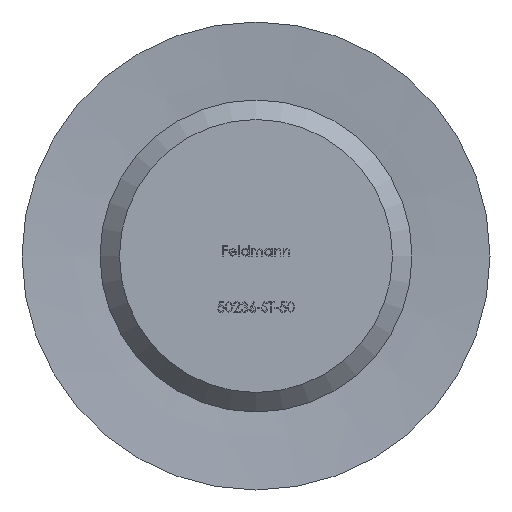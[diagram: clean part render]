
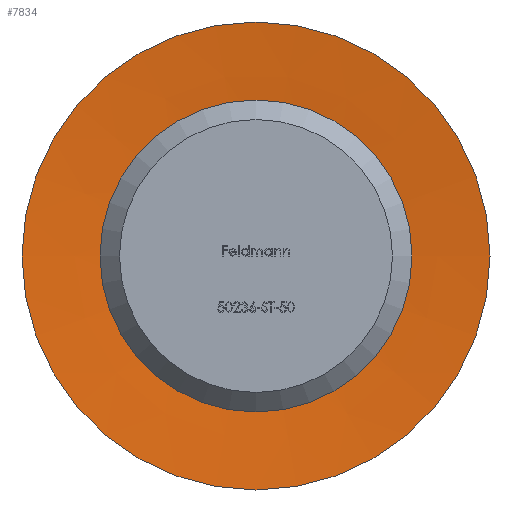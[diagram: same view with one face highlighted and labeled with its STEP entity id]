
A CAD part, front view. The second image highlights one B-rep face of the part: STEP entity #7834.
In plain terms, the highlighted conical face has half-angle 85 degrees and reference radius 3.32 mm.
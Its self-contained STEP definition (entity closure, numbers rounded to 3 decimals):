
#2 = CARTESIAN_POINT ( 'NONE',  ( 0., 0., 0. ) ) ;
#1004 = VERTEX_POINT ( 'NONE', #12616 ) ;
#1362 = ORIENTED_EDGE ( 'NONE', *, *, #4210, .T. ) ;
#1853 = AXIS2_PLACEMENT_3D ( 'NONE', #9687, #12072, #14301 ) ;
#3174 = CONICAL_SURFACE ( 'NONE', #7251, 3.32, 1.484 ) ;
#3411 = CARTESIAN_POINT ( 'NONE',  ( 3.32, 0.234, 0. ) ) ;
#4210 = EDGE_CURVE ( 'NONE', #1004, #1004, #9228, .T. ) ;
#4345 = DIRECTION ( 'NONE',  ( 0., -1., 0. ) ) ;
#4985 = FACE_BOUND ( 'NONE', #13896, .T. ) ;
#5376 = CARTESIAN_POINT ( 'NONE',  ( 0., 0.234, 0. ) ) ;
#5488 = DIRECTION ( 'NONE',  ( 0., -1., 0. ) ) ;
#5816 = EDGE_CURVE ( 'NONE', #10734, #10734, #13467, .T. ) ;
#7251 = AXIS2_PLACEMENT_3D ( 'NONE', #5376, #4345, #11192 ) ;
#7679 = ORIENTED_EDGE ( 'NONE', *, *, #5816, .F. ) ;
#7834 = ADVANCED_FACE ( 'NONE', ( #13134, #4985 ), #3174, .F. ) ;
#8094 = AXIS2_PLACEMENT_3D ( 'NONE', #2, #5488, #8988 ) ;
#8988 = DIRECTION ( 'NONE',  ( 1., 0., 0. ) ) ;
#9228 = CIRCLE ( 'NONE', #8094, 6. ) ;
#9687 = CARTESIAN_POINT ( 'NONE',  ( 0., 0.234, 0. ) ) ;
#10682 = EDGE_LOOP ( 'NONE', ( #1362 ) ) ;
#10734 = VERTEX_POINT ( 'NONE', #3411 ) ;
#11192 = DIRECTION ( 'NONE',  ( 1., 0., 0. ) ) ;
#12072 = DIRECTION ( 'NONE',  ( 0., -1., 0. ) ) ;
#12616 = CARTESIAN_POINT ( 'NONE',  ( 6., 0., 0. ) ) ;
#13134 = FACE_OUTER_BOUND ( 'NONE', #10682, .T. ) ;
#13467 = CIRCLE ( 'NONE', #1853, 3.32 ) ;
#13896 = EDGE_LOOP ( 'NONE', ( #7679 ) ) ;
#14301 = DIRECTION ( 'NONE',  ( 1., 0., 0. ) ) ;
